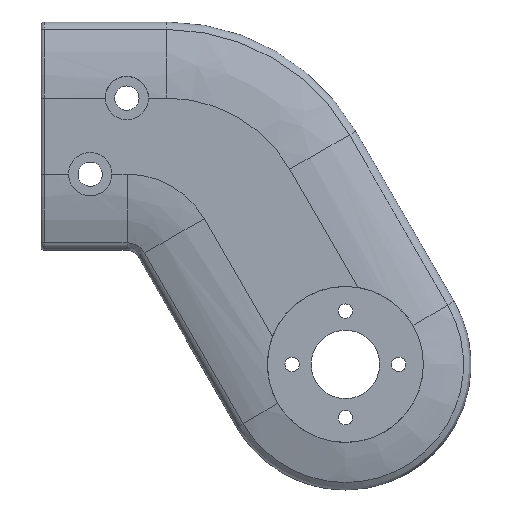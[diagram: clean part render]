
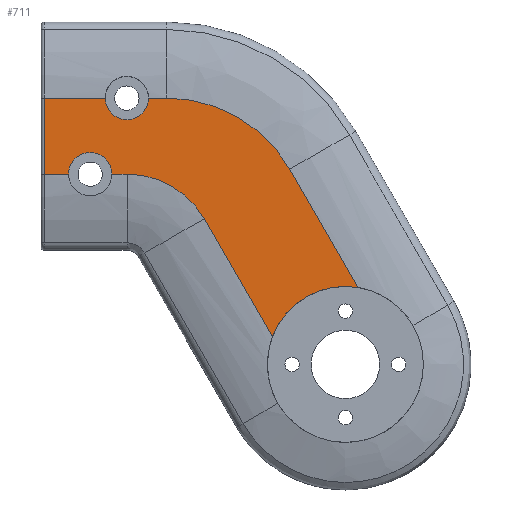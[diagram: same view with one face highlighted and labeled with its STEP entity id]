
A CAD part, top view. The second image highlights one B-rep face of the part: STEP entity #711.
In plain terms, the highlighted planar face has unit normal (0, 0, 1).
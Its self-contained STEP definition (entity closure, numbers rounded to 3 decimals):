
#39=LINE('',#1179,#80);
#41=LINE('',#1187,#82);
#42=LINE('',#1191,#83);
#43=LINE('',#1195,#84);
#44=LINE('',#1197,#85);
#45=LINE('',#1199,#86);
#46=LINE('',#1203,#87);
#80=VECTOR('',#903,1.);
#82=VECTOR('',#911,1.);
#83=VECTOR('',#914,1.);
#84=VECTOR('',#917,1.);
#85=VECTOR('',#918,1.);
#86=VECTOR('',#919,1.);
#87=VECTOR('',#922,1.);
#161=FACE_OUTER_BOUND('',#210,.T.);
#210=EDGE_LOOP('',(#517,#518,#519,#520,#521,#522,#523,#524,#525,#526,#527,
#528));
#266=CIRCLE('',#778,10.25);
#269=CIRCLE('',#783,18.703);
#270=CIRCLE('',#784,2.85);
#271=CIRCLE('',#785,2.85);
#272=CIRCLE('',#786,11.703);
#323=VERTEX_POINT('',#1131);
#326=VERTEX_POINT('',#1167);
#327=VERTEX_POINT('',#1178);
#330=VERTEX_POINT('',#1186);
#331=VERTEX_POINT('',#1188);
#332=VERTEX_POINT('',#1190);
#333=VERTEX_POINT('',#1192);
#334=VERTEX_POINT('',#1194);
#335=VERTEX_POINT('',#1196);
#336=VERTEX_POINT('',#1198);
#337=VERTEX_POINT('',#1200);
#338=VERTEX_POINT('',#1202);
#395=EDGE_CURVE('',#323,#326,#266,.T.);
#396=EDGE_CURVE('',#323,#327,#39,.T.);
#400=EDGE_CURVE('',#330,#326,#41,.T.);
#401=EDGE_CURVE('',#331,#330,#269,.T.);
#402=EDGE_CURVE('',#332,#331,#42,.T.);
#403=EDGE_CURVE('',#333,#332,#270,.T.);
#404=EDGE_CURVE('',#334,#333,#43,.T.);
#405=EDGE_CURVE('',#334,#335,#44,.T.);
#406=EDGE_CURVE('',#336,#335,#45,.T.);
#407=EDGE_CURVE('',#337,#336,#271,.T.);
#408=EDGE_CURVE('',#338,#337,#46,.T.);
#409=EDGE_CURVE('',#327,#338,#272,.T.);
#517=ORIENTED_EDGE('',*,*,#395,.T.);
#518=ORIENTED_EDGE('',*,*,#400,.F.);
#519=ORIENTED_EDGE('',*,*,#401,.F.);
#520=ORIENTED_EDGE('',*,*,#402,.F.);
#521=ORIENTED_EDGE('',*,*,#403,.F.);
#522=ORIENTED_EDGE('',*,*,#404,.F.);
#523=ORIENTED_EDGE('',*,*,#405,.T.);
#524=ORIENTED_EDGE('',*,*,#406,.F.);
#525=ORIENTED_EDGE('',*,*,#407,.F.);
#526=ORIENTED_EDGE('',*,*,#408,.F.);
#527=ORIENTED_EDGE('',*,*,#409,.F.);
#528=ORIENTED_EDGE('',*,*,#396,.F.);
#695=PLANE('',#782);
#711=ADVANCED_FACE('',(#161),#695,.T.);
#778=AXIS2_PLACEMENT_3D('',#1176,#899,#900);
#782=AXIS2_PLACEMENT_3D('',#1185,#909,#910);
#783=AXIS2_PLACEMENT_3D('',#1189,#912,#913);
#784=AXIS2_PLACEMENT_3D('',#1193,#915,#916);
#785=AXIS2_PLACEMENT_3D('',#1201,#920,#921);
#786=AXIS2_PLACEMENT_3D('',#1204,#923,#924);
#899=DIRECTION('center_axis',(0.,0.,-1.));
#900=DIRECTION('ref_axis',(-1.,0.,0.));
#903=DIRECTION('',(-0.5,0.866,0.));
#909=DIRECTION('center_axis',(0.,0.,1.));
#910=DIRECTION('ref_axis',(1.,0.,0.));
#911=DIRECTION('',(0.5,-0.866,0.));
#912=DIRECTION('center_axis',(0.,0.,-1.));
#913=DIRECTION('ref_axis',(1.,0.,0.));
#914=DIRECTION('',(1.,0.,0.));
#915=DIRECTION('center_axis',(0.,0.,1.));
#916=DIRECTION('ref_axis',(1.,0.,0.));
#917=DIRECTION('',(1.,0.,0.));
#918=DIRECTION('',(0.,-1.,0.));
#919=DIRECTION('',(-1.,0.,0.));
#920=DIRECTION('center_axis',(0.,0.,1.));
#921=DIRECTION('ref_axis',(1.,0.,0.));
#922=DIRECTION('',(-1.,0.,0.));
#923=DIRECTION('center_axis',(0.,0.,1.));
#924=DIRECTION('ref_axis',(1.,0.,0.));
#1131=CARTESIAN_POINT('',(-9.592,3.614,5.));
#1167=CARTESIAN_POINT('',(1.666,10.114,5.));
#1176=CARTESIAN_POINT('Origin',(0.,0.,5.));
#1178=CARTESIAN_POINT('',(-18.561,19.148,5.));
#1179=CARTESIAN_POINT('',(-5.629,-3.25,5.));
#1185=CARTESIAN_POINT('Origin',(-13.41,16.774,5.));
#1186=CARTESIAN_POINT('',(-7.303,25.648,5.));
#1187=CARTESIAN_POINT('',(-7.303,25.648,5.));
#1188=CARTESIAN_POINT('',(-23.5,35.,5.));
#1189=CARTESIAN_POINT('Origin',(-23.5,16.297,5.));
#1190=CARTESIAN_POINT('',(-25.873,35.,5.));
#1191=CARTESIAN_POINT('',(-40.,35.,5.));
#1192=CARTESIAN_POINT('',(-31.573,35.,5.));
#1193=CARTESIAN_POINT('Origin',(-28.723,35.,5.));
#1194=CARTESIAN_POINT('',(-39.6,35.,5.));
#1195=CARTESIAN_POINT('',(-40.,35.,5.));
#1196=CARTESIAN_POINT('',(-39.6,25.,5.));
#1197=CARTESIAN_POINT('',(-39.6,35.,5.));
#1198=CARTESIAN_POINT('',(-36.391,25.,5.));
#1199=CARTESIAN_POINT('',(-28.696,25.,5.));
#1200=CARTESIAN_POINT('',(-30.691,25.,5.));
#1201=CARTESIAN_POINT('Origin',(-33.541,25.,5.));
#1202=CARTESIAN_POINT('',(-28.696,25.,5.));
#1203=CARTESIAN_POINT('',(-28.696,25.,5.));
#1204=CARTESIAN_POINT('Origin',(-28.696,13.297,5.));
